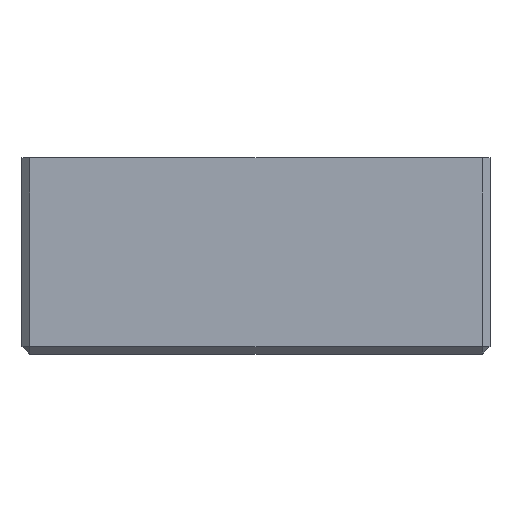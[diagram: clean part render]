
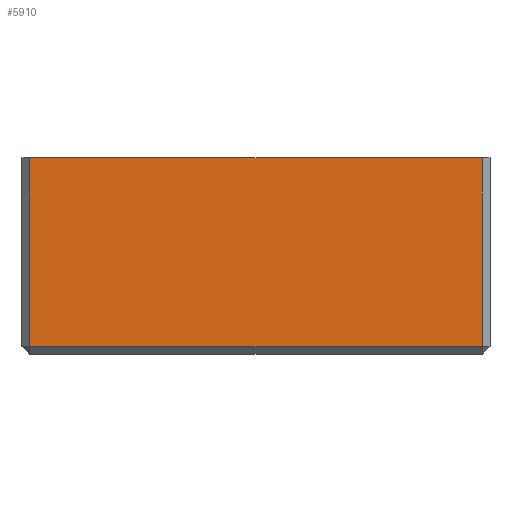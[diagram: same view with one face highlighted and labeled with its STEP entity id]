
A CAD part, front view. The second image highlights one B-rep face of the part: STEP entity #5910.
In plain terms, the highlighted planar face has unit normal (0, -1, 0).
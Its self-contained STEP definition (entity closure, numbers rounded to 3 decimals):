
#151 = PLANE('',#152);
#152 = AXIS2_PLACEMENT_3D('',#153,#154,#155);
#153 = CARTESIAN_POINT('',(-31.,-36.,22.5));
#154 = DIRECTION('',(0.,0.,1.));
#155 = DIRECTION('',(1.,0.,0.));
#569 = PLANE('',#570);
#570 = AXIS2_PLACEMENT_3D('',#571,#572,#573);
#571 = CARTESIAN_POINT('',(-31.,-35.5,-3.));
#572 = DIRECTION('',(0.,-0.707,-0.707));
#573 = DIRECTION('',(-1.,-0.,-0.));
#2148 = VERTEX_POINT('',#2149);
#2149 = CARTESIAN_POINT('',(-30.,-36.,22.5));
#2163 = PLANE('',#2164);
#2164 = AXIS2_PLACEMENT_3D('',#2165,#2166,#2167);
#2165 = CARTESIAN_POINT('',(-30.5,-35.5,-3.5));
#2166 = DIRECTION('',(-0.707,-0.707,0.));
#2167 = DIRECTION('',(-0.,-0.,-1.));
#2175 = EDGE_CURVE('',#2148,#2176,#2178,.T.);
#2176 = VERTEX_POINT('',#2177);
#2177 = CARTESIAN_POINT('',(30.,-36.,22.5));
#2178 = SURFACE_CURVE('',#2179,(#2183,#2190),.PCURVE_S1.);
#2179 = LINE('',#2180,#2181);
#2180 = CARTESIAN_POINT('',(-31.,-36.,22.5));
#2181 = VECTOR('',#2182,1.);
#2182 = DIRECTION('',(1.,0.,0.));
#2183 = PCURVE('',#151,#2184);
#2184 = DEFINITIONAL_REPRESENTATION('',(#2185),#2189);
#2185 = LINE('',#2186,#2187);
#2186 = CARTESIAN_POINT('',(0.,0.));
#2187 = VECTOR('',#2188,1.);
#2188 = DIRECTION('',(1.,0.));
#2189 = ( GEOMETRIC_REPRESENTATION_CONTEXT(2) 
PARAMETRIC_REPRESENTATION_CONTEXT() REPRESENTATION_CONTEXT('2D SPACE',''
  ) );
#2190 = PCURVE('',#2191,#2196);
#2191 = PLANE('',#2192);
#2192 = AXIS2_PLACEMENT_3D('',#2193,#2194,#2195);
#2193 = CARTESIAN_POINT('',(-31.,-36.,-3.5));
#2194 = DIRECTION('',(0.,1.,0.));
#2195 = DIRECTION('',(0.,0.,1.));
#2196 = DEFINITIONAL_REPRESENTATION('',(#2197),#2201);
#2197 = LINE('',#2198,#2199);
#2198 = CARTESIAN_POINT('',(26.,0.));
#2199 = VECTOR('',#2200,1.);
#2200 = DIRECTION('',(0.,1.));
#2201 = ( GEOMETRIC_REPRESENTATION_CONTEXT(2) 
PARAMETRIC_REPRESENTATION_CONTEXT() REPRESENTATION_CONTEXT('2D SPACE',''
  ) );
#2219 = PLANE('',#2220);
#2220 = AXIS2_PLACEMENT_3D('',#2221,#2222,#2223);
#2221 = CARTESIAN_POINT('',(30.5,-35.5,-3.5));
#2222 = DIRECTION('',(-0.707,0.707,0.));
#2223 = DIRECTION('',(0.,0.,1.));
#3175 = VERTEX_POINT('',#3176);
#3176 = CARTESIAN_POINT('',(-30.,-36.,-2.5));
#3197 = EDGE_CURVE('',#3175,#3198,#3200,.T.);
#3198 = VERTEX_POINT('',#3199);
#3199 = CARTESIAN_POINT('',(30.,-36.,-2.5));
#3200 = SURFACE_CURVE('',#3201,(#3205,#3212),.PCURVE_S1.);
#3201 = LINE('',#3202,#3203);
#3202 = CARTESIAN_POINT('',(-31.,-36.,-2.5));
#3203 = VECTOR('',#3204,1.);
#3204 = DIRECTION('',(1.,0.,0.));
#3205 = PCURVE('',#569,#3206);
#3206 = DEFINITIONAL_REPRESENTATION('',(#3207),#3211);
#3207 = LINE('',#3208,#3209);
#3208 = CARTESIAN_POINT('',(-0.,-0.707));
#3209 = VECTOR('',#3210,1.);
#3210 = DIRECTION('',(-1.,0.));
#3211 = ( GEOMETRIC_REPRESENTATION_CONTEXT(2) 
PARAMETRIC_REPRESENTATION_CONTEXT() REPRESENTATION_CONTEXT('2D SPACE',''
  ) );
#3212 = PCURVE('',#2191,#3213);
#3213 = DEFINITIONAL_REPRESENTATION('',(#3214),#3218);
#3214 = LINE('',#3215,#3216);
#3215 = CARTESIAN_POINT('',(1.,0.));
#3216 = VECTOR('',#3217,1.);
#3217 = DIRECTION('',(0.,1.));
#3218 = ( GEOMETRIC_REPRESENTATION_CONTEXT(2) 
PARAMETRIC_REPRESENTATION_CONTEXT() REPRESENTATION_CONTEXT('2D SPACE',''
  ) );
#5822 = EDGE_CURVE('',#3175,#2148,#5823,.T.);
#5823 = SURFACE_CURVE('',#5824,(#5828,#5835),.PCURVE_S1.);
#5824 = LINE('',#5825,#5826);
#5825 = CARTESIAN_POINT('',(-30.,-36.,-3.5));
#5826 = VECTOR('',#5827,1.);
#5827 = DIRECTION('',(0.,0.,1.));
#5828 = PCURVE('',#2163,#5829);
#5829 = DEFINITIONAL_REPRESENTATION('',(#5830),#5834);
#5830 = LINE('',#5831,#5832);
#5831 = CARTESIAN_POINT('',(-0.,0.707));
#5832 = VECTOR('',#5833,1.);
#5833 = DIRECTION('',(-1.,0.));
#5834 = ( GEOMETRIC_REPRESENTATION_CONTEXT(2) 
PARAMETRIC_REPRESENTATION_CONTEXT() REPRESENTATION_CONTEXT('2D SPACE',''
  ) );
#5835 = PCURVE('',#2191,#5836);
#5836 = DEFINITIONAL_REPRESENTATION('',(#5837),#5841);
#5837 = LINE('',#5838,#5839);
#5838 = CARTESIAN_POINT('',(0.,1.));
#5839 = VECTOR('',#5840,1.);
#5840 = DIRECTION('',(1.,0.));
#5841 = ( GEOMETRIC_REPRESENTATION_CONTEXT(2) 
PARAMETRIC_REPRESENTATION_CONTEXT() REPRESENTATION_CONTEXT('2D SPACE',''
  ) );
#5910 = ADVANCED_FACE('',(#5911),#2191,.F.);
#5911 = FACE_BOUND('',#5912,.F.);
#5912 = EDGE_LOOP('',(#5913,#5914,#5935,#5936));
#5913 = ORIENTED_EDGE('',*,*,#2175,.T.);
#5914 = ORIENTED_EDGE('',*,*,#5915,.F.);
#5915 = EDGE_CURVE('',#3198,#2176,#5916,.T.);
#5916 = SURFACE_CURVE('',#5917,(#5921,#5928),.PCURVE_S1.);
#5917 = LINE('',#5918,#5919);
#5918 = CARTESIAN_POINT('',(30.,-36.,-3.5));
#5919 = VECTOR('',#5920,1.);
#5920 = DIRECTION('',(0.,0.,1.));
#5921 = PCURVE('',#2191,#5922);
#5922 = DEFINITIONAL_REPRESENTATION('',(#5923),#5927);
#5923 = LINE('',#5924,#5925);
#5924 = CARTESIAN_POINT('',(0.,61.));
#5925 = VECTOR('',#5926,1.);
#5926 = DIRECTION('',(1.,0.));
#5927 = ( GEOMETRIC_REPRESENTATION_CONTEXT(2) 
PARAMETRIC_REPRESENTATION_CONTEXT() REPRESENTATION_CONTEXT('2D SPACE',''
  ) );
#5928 = PCURVE('',#2219,#5929);
#5929 = DEFINITIONAL_REPRESENTATION('',(#5930),#5934);
#5930 = LINE('',#5931,#5932);
#5931 = CARTESIAN_POINT('',(0.,-0.707));
#5932 = VECTOR('',#5933,1.);
#5933 = DIRECTION('',(1.,0.));
#5934 = ( GEOMETRIC_REPRESENTATION_CONTEXT(2) 
PARAMETRIC_REPRESENTATION_CONTEXT() REPRESENTATION_CONTEXT('2D SPACE',''
  ) );
#5935 = ORIENTED_EDGE('',*,*,#3197,.F.);
#5936 = ORIENTED_EDGE('',*,*,#5822,.T.);
